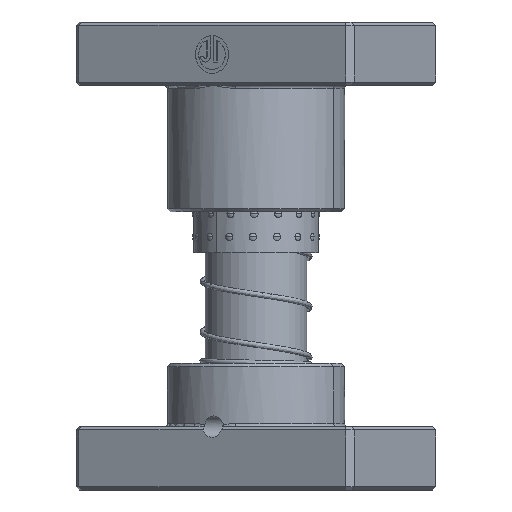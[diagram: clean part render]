
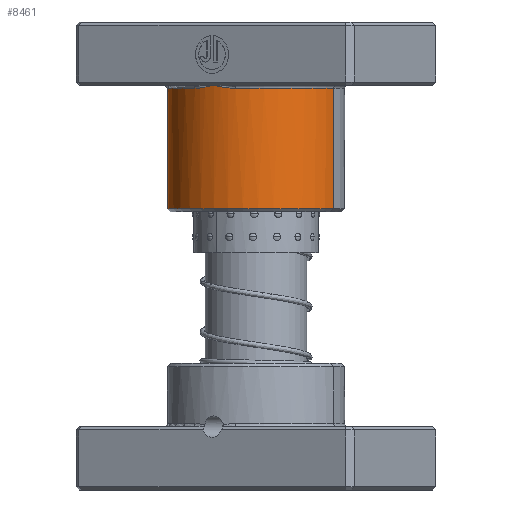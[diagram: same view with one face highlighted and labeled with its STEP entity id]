
A CAD part, front view. The second image highlights one B-rep face of the part: STEP entity #8461.
In plain terms, the highlighted cylindrical face has radius 28 mm (diameter 56 mm), a partial arc.
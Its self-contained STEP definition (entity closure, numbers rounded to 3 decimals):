
#478 = B_SPLINE_CURVE_WITH_KNOTS ( 'NONE', 3,
 ( #38990, #35875, #1766, #23573, #4937, #26702, #8018, #29814, #11142, #32933, #14281, #36009 ),
 .UNSPECIFIED., .F., .F.,
 ( 4, 2, 2, 2, 2, 4 ),
 ( 0., 0.002, 0.004, 0.006, 0.006, 0.007 ),
 .UNSPECIFIED. ) ;
#582 = CARTESIAN_POINT ( 'NONE',  ( -6.081, 27.339, 20.959 ) ) ;
#1251 = ORIENTED_EDGE ( 'NONE', *, *, #34031, .T. ) ;
#1766 = CARTESIAN_POINT ( 'NONE',  ( 6.081, 27.339, 20.959 ) ) ;
#1794 = EDGE_CURVE ( 'NONE', #10026, #6108, #18545, .T. ) ;
#2093 = CARTESIAN_POINT ( 'NONE',  ( -7.289, 27.034, 21. ) ) ;
#3682 = ORIENTED_EDGE ( 'NONE', *, *, #1794, .T. ) ;
#3747 = CARTESIAN_POINT ( 'NONE',  ( -7.289, 27.034, 21. ) ) ;
#4111 = CYLINDRICAL_SURFACE ( 'NONE', #22920, 28. ) ;
#4123 = VERTEX_POINT ( 'NONE', #14037 ) ;
#4937 = CARTESIAN_POINT ( 'NONE',  ( 4.268, 27.68, 20.755 ) ) ;
#5143 = LINE ( 'NONE', #8051, #12396 ) ;
#5657 = DIRECTION ( 'NONE',  ( -1., 0., 0. ) ) ;
#6108 = VERTEX_POINT ( 'NONE', #27897 ) ;
#7041 = CARTESIAN_POINT ( 'NONE',  ( -28., 0., 60. ) ) ;
#7318 = VERTEX_POINT ( 'NONE', #31421 ) ;
#7746 = ORIENTED_EDGE ( 'NONE', *, *, #34827, .T. ) ;
#8018 = CARTESIAN_POINT ( 'NONE',  ( 2.446, 27.9, 20.46 ) ) ;
#8051 = CARTESIAN_POINT ( 'NONE',  ( 28., 0., 60. ) ) ;
#8461 = ADVANCED_FACE ( 'NONE', ( #37164 ), #4111, .T. ) ;
#9302 = ORIENTED_EDGE ( 'NONE', *, *, #11431, .T. ) ;
#10026 = VERTEX_POINT ( 'NONE', #2093 ) ;
#10368 = CARTESIAN_POINT ( 'NONE',  ( -28., 0., 59. ) ) ;
#11142 = CARTESIAN_POINT ( 'NONE',  ( 1.223, 27.975, 20.234 ) ) ;
#11175 = DIRECTION ( 'NONE',  ( 0., 0., -1. ) ) ;
#11431 = EDGE_CURVE ( 'NONE', #4123, #13129, #35105, .T. ) ;
#12396 = VECTOR ( 'NONE', #11175, 1000. ) ;
#13129 = VERTEX_POINT ( 'NONE', #34319 ) ;
#13798 = DIRECTION ( 'NONE',  ( 0., 0., -1. ) ) ;
#14037 = CARTESIAN_POINT ( 'NONE',  ( 28., 0., 21. ) ) ;
#14281 = CARTESIAN_POINT ( 'NONE',  ( 0.304, 28., 20.058 ) ) ;
#15369 = CARTESIAN_POINT ( 'NONE',  ( 0., 0., 21. ) ) ;
#16091 = CARTESIAN_POINT ( 'NONE',  ( -2.448, 27.92, 20.472 ) ) ;
#16565 = AXIS2_PLACEMENT_3D ( 'NONE', #28662, #28614, #28579 ) ;
#17885 = CARTESIAN_POINT ( 'NONE',  ( 28., 0., 59. ) ) ;
#18371 = VERTEX_POINT ( 'NONE', #17885 ) ;
#18532 = DIRECTION ( 'NONE',  ( 1., 0., 0. ) ) ;
#18545 = CIRCLE ( 'NONE', #16565, 28. ) ;
#18990 = CARTESIAN_POINT ( 'NONE',  ( -1.223, 28., 20.235 ) ) ;
#19264 = CARTESIAN_POINT ( 'NONE',  ( -4.873, 27.58, 20.837 ) ) ;
#19549 = CIRCLE ( 'NONE', #35460, 28. ) ;
#20020 = EDGE_CURVE ( 'NONE', #20631, #6108, #37813, .T. ) ;
#20631 = VERTEX_POINT ( 'NONE', #10368 ) ;
#21323 = EDGE_CURVE ( 'NONE', #13129, #7318, #478, .T. ) ;
#22413 = CARTESIAN_POINT ( 'NONE',  ( -6.685, 27.198, 21. ) ) ;
#22920 = AXIS2_PLACEMENT_3D ( 'NONE', #27435, #39980, #5657 ) ;
#23573 = CARTESIAN_POINT ( 'NONE',  ( 4.873, 27.58, 20.837 ) ) ;
#23728 = ORIENTED_EDGE ( 'NONE', *, *, #20020, .F. ) ;
#24726 = EDGE_LOOP ( 'NONE', ( #39321, #1251, #9302, #27713, #7746, #3682, #23728 ) ) ;
#26702 = CARTESIAN_POINT ( 'NONE',  ( 3.054, 27.84, 20.566 ) ) ;
#27435 = CARTESIAN_POINT ( 'NONE',  ( 0., 0., 60. ) ) ;
#27441 = EDGE_CURVE ( 'NONE', #20631, #18371, #19549, .T. ) ;
#27713 = ORIENTED_EDGE ( 'NONE', *, *, #21323, .T. ) ;
#27897 = CARTESIAN_POINT ( 'NONE',  ( -28., 0., 21. ) ) ;
#28579 = DIRECTION ( 'NONE',  ( 1., 0., 0. ) ) ;
#28614 = DIRECTION ( 'NONE',  ( 0., 0., 1. ) ) ;
#28662 = CARTESIAN_POINT ( 'NONE',  ( 0., 0., 21. ) ) ;
#28852 = DIRECTION ( 'NONE',  ( 0., 0., -1. ) ) ;
#29623 = VECTOR ( 'NONE', #28852, 1000. ) ;
#29814 = CARTESIAN_POINT ( 'NONE',  ( 1.529, 27.96, 20.291 ) ) ;
#31421 = CARTESIAN_POINT ( 'NONE',  ( 0., 28., 20. ) ) ;
#32133 = AXIS2_PLACEMENT_3D ( 'NONE', #15369, #37103, #18532 ) ;
#32458 = CARTESIAN_POINT ( 'NONE',  ( 0., 0., 59. ) ) ;
#32933 = CARTESIAN_POINT ( 'NONE',  ( 0.611, 27.995, 20.118 ) ) ;
#32965 = B_SPLINE_CURVE_WITH_KNOTS ( 'NONE', 3,
 ( #37571, #18990, #16091, #37828, #19264, #582, #22413, #3747 ),
 .UNSPECIFIED., .F., .F.,
 ( 4, 2, 2, 4 ),
 ( 0., 0.004, 0.006, 0.007 ),
 .UNSPECIFIED. ) ;
#34031 = EDGE_CURVE ( 'NONE', #18371, #4123, #5143, .T. ) ;
#34319 = CARTESIAN_POINT ( 'NONE',  ( 7.289, 27.034, 21. ) ) ;
#34827 = EDGE_CURVE ( 'NONE', #7318, #10026, #32965, .T. ) ;
#35105 = CIRCLE ( 'NONE', #32133, 28. ) ;
#35460 = AXIS2_PLACEMENT_3D ( 'NONE', #32458, #13798, #35549 ) ;
#35549 = DIRECTION ( 'NONE',  ( 1., 0., 0. ) ) ;
#35875 = CARTESIAN_POINT ( 'NONE',  ( 6.685, 27.198, 21. ) ) ;
#36009 = CARTESIAN_POINT ( 'NONE',  ( 0., 28., 20. ) ) ;
#37103 = DIRECTION ( 'NONE',  ( 0., 0., 1. ) ) ;
#37164 = FACE_OUTER_BOUND ( 'NONE', #24726, .T. ) ;
#37571 = CARTESIAN_POINT ( 'NONE',  ( 0., 28., 20. ) ) ;
#37813 = LINE ( 'NONE', #7041, #29623 ) ;
#37828 = CARTESIAN_POINT ( 'NONE',  ( -4.268, 27.68, 20.755 ) ) ;
#38990 = CARTESIAN_POINT ( 'NONE',  ( 7.289, 27.034, 21. ) ) ;
#39321 = ORIENTED_EDGE ( 'NONE', *, *, #27441, .T. ) ;
#39980 = DIRECTION ( 'NONE',  ( 0., 0., -1. ) ) ;
